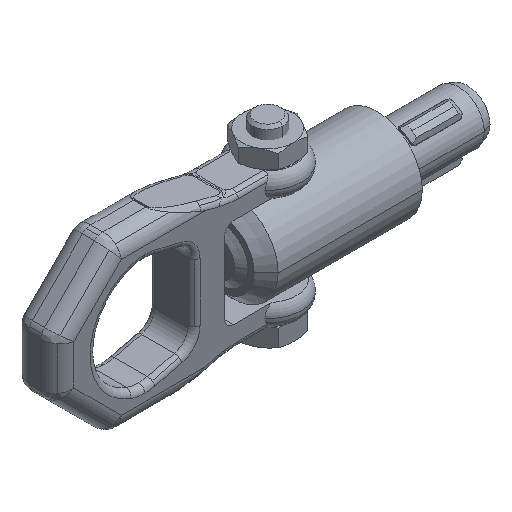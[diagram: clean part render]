
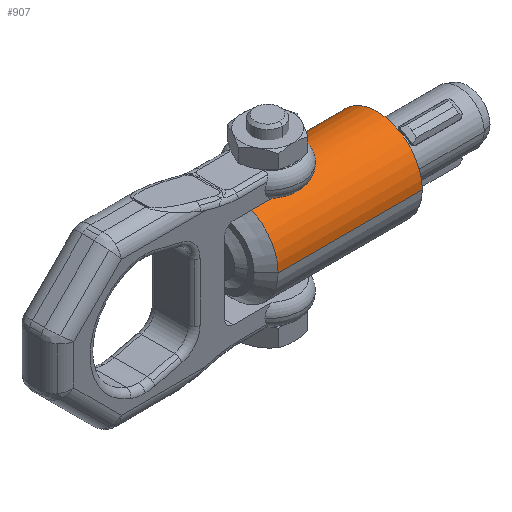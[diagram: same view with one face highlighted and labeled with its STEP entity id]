
A CAD part, isometric view. The second image highlights one B-rep face of the part: STEP entity #907.
In plain terms, the highlighted cylindrical face has radius 15 mm (diameter 30 mm), a partial arc.
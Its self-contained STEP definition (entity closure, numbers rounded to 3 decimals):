
#907=ADVANCED_FACE('',(#1819,#1820),#1821,.T.);
#1819=FACE_OUTER_BOUND('',#7241,.T.);
#1820=FACE_BOUND('',#7242,.T.);
#1821=CYLINDRICAL_SURFACE('',#7243,15.0);
#7241=EDGE_LOOP('',(#9738,#9739,#9740,#9741));
#7242=EDGE_LOOP('',(#9742,#9743,#9744));
#7243=AXIS2_PLACEMENT_3D('',#9745,#9746,#9747);
#9738=ORIENTED_EDGE('',*,*,#10524,.T.);
#9739=ORIENTED_EDGE('',*,*,#10846,.F.);
#9740=ORIENTED_EDGE('',*,*,#10526,.T.);
#9741=ORIENTED_EDGE('',*,*,#10844,.T.);
#9742=ORIENTED_EDGE('',*,*,#10535,.T.);
#9743=ORIENTED_EDGE('',*,*,#10840,.T.);
#9744=ORIENTED_EDGE('',*,*,#10536,.T.);
#9745=CARTESIAN_POINT('',(28.,0.,0.));
#9746=DIRECTION('',(-1.0,0.,0.));
#9747=DIRECTION('',(0.,-1.0,0.));
#10524=EDGE_CURVE('',#11882,#11883,#11884,.T.);
#10526=EDGE_CURVE('',#11887,#11885,#11888,.T.);
#10535=EDGE_CURVE('',#11901,#11899,#11902,.T.);
#10536=EDGE_CURVE('',#11897,#11901,#11903,.T.);
#10840=EDGE_CURVE('',#11899,#11897,#12342,.T.);
#10844=EDGE_CURVE('',#11885,#11882,#12346,.T.);
#10846=EDGE_CURVE('',#11887,#11883,#12348,.T.);
#11882=VERTEX_POINT('',#17260);
#11883=VERTEX_POINT('',#17261);
#11884=LINE('',#17262,#17263);
#11885=VERTEX_POINT('',#17264);
#11887=VERTEX_POINT('',#17266);
#11888=LINE('',#17267,#17268);
#11897=VERTEX_POINT('',#17279);
#11899=VERTEX_POINT('',#17282);
#11901=VERTEX_POINT('',#17285);
#11902=B_SPLINE_CURVE_WITH_KNOTS('',3,(#17286,#17287,#17288,#17289,#17290,#17291,#17292,#17293,#17294,#17295),.UNSPECIFIED.,.F.,.F.,(4,2,2,2,4),(0.0,0.19,0.38,0.57,0.76),.UNSPECIFIED.);
#11903=B_SPLINE_CURVE_WITH_KNOTS('',3,(#17296,#17297,#17298,#17299,#17300,#17301,#17302,#17303,#17304,#17305,#17306,#17307,#17308,#17309,#17310,#17311,#17312,#17313,#17314,#17315,#17316,#17317,#17318,#17319,#17320,#17321),.UNSPECIFIED.,.F.,.F.,(4,2,2,2,2,2,2,2,2,2,2,2,4),(0.76,0.95,1.139,1.329,1.519,1.709,1.899,2.089,2.279,2.469,2.659,2.849,3.039),.UNSPECIFIED.);
#12342=B_SPLINE_CURVE_WITH_KNOTS('',3,(#18132,#18133,#18134,#18135,#18136,#18137,#18138,#18139,#18140,#18141,#18142,#18143,#18144,#18145,#18146,#18147,#18148,#18149,#18150,#18151,#18152,#18153,#18154,#18155,#18156,#18157),.UNSPECIFIED.,.F.,.F.,(4,2,2,2,2,2,2,2,2,2,2,2,4),(0.76,0.95,1.139,1.329,1.519,1.709,1.899,2.089,2.279,2.469,2.659,2.849,3.039),.UNSPECIFIED.);
#12346=CIRCLE('',#18161,15.0);
#12348=CIRCLE('',#18163,15.0);
#17260=CARTESIAN_POINT('',(4.,-15.0,0.));
#17261=CARTESIAN_POINT('',(52.,-15.0,0.));
#17262=CARTESIAN_POINT('',(28.,-15.0,0.));
#17263=VECTOR('',#19055,1.0);
#17264=CARTESIAN_POINT('',(4.,15.0,0.));
#17266=CARTESIAN_POINT('',(52.,15.0,0.));
#17267=CARTESIAN_POINT('',(28.,15.0,0.));
#17268=VECTOR('',#19059,15.0);
#17279=CARTESIAN_POINT('',(10.5,0.,15.0));
#17282=CARTESIAN_POINT('',(20.5,0.,15.0));
#17285=CARTESIAN_POINT('',(15.5,5.0,14.142));
#17286=CARTESIAN_POINT('',(15.5,5.0,14.142));
#17287=CARTESIAN_POINT('',(16.133,5.0,14.142));
#17288=CARTESIAN_POINT('',(16.805,4.872,14.189));
#17289=CARTESIAN_POINT('',(18.035,4.361,14.355));
#17290=CARTESIAN_POINT('',(18.594,3.977,14.47));
#17291=CARTESIAN_POINT('',(19.477,3.094,14.684));
#17292=CARTESIAN_POINT('',(19.861,2.535,14.797));
#17293=CARTESIAN_POINT('',(20.373,1.305,14.956));
#17294=CARTESIAN_POINT('',(20.5,0.633,15.0));
#17295=CARTESIAN_POINT('',(20.5,0.,15.0));
#17296=CARTESIAN_POINT('',(20.5,0.,15.0));
#17297=CARTESIAN_POINT('',(20.5,-0.633,15.0));
#17298=CARTESIAN_POINT('',(20.373,-1.305,14.956));
#17299=CARTESIAN_POINT('',(19.861,-2.535,14.797));
#17300=CARTESIAN_POINT('',(19.477,-3.094,14.684));
#17301=CARTESIAN_POINT('',(18.594,-3.977,14.47));
#17302=CARTESIAN_POINT('',(18.035,-4.361,14.355));
#17303=CARTESIAN_POINT('',(16.805,-4.872,14.189));
#17304=CARTESIAN_POINT('',(16.133,-5.0,14.142));
#17305=CARTESIAN_POINT('',(14.867,-5.0,14.142));
#17306=CARTESIAN_POINT('',(14.195,-4.872,14.189));
#17307=CARTESIAN_POINT('',(12.965,-4.361,14.355));
#17308=CARTESIAN_POINT('',(12.406,-3.977,14.47));
#17309=CARTESIAN_POINT('',(11.523,-3.094,14.684));
#17310=CARTESIAN_POINT('',(11.139,-2.535,14.797));
#17311=CARTESIAN_POINT('',(10.627,-1.305,14.956));
#17312=CARTESIAN_POINT('',(10.5,-0.633,15.0));
#17313=CARTESIAN_POINT('',(10.5,0.633,15.0));
#17314=CARTESIAN_POINT('',(10.627,1.305,14.956));
#17315=CARTESIAN_POINT('',(11.139,2.535,14.797));
#17316=CARTESIAN_POINT('',(11.523,3.094,14.684));
#17317=CARTESIAN_POINT('',(12.406,3.977,14.47));
#17318=CARTESIAN_POINT('',(12.965,4.361,14.355));
#17319=CARTESIAN_POINT('',(14.195,4.872,14.189));
#17320=CARTESIAN_POINT('',(14.867,5.0,14.142));
#17321=CARTESIAN_POINT('',(15.5,5.0,14.142));
#18132=CARTESIAN_POINT('',(20.5,0.,15.0));
#18133=CARTESIAN_POINT('',(20.5,-0.633,15.0));
#18134=CARTESIAN_POINT('',(20.373,-1.305,14.956));
#18135=CARTESIAN_POINT('',(19.861,-2.535,14.797));
#18136=CARTESIAN_POINT('',(19.477,-3.094,14.684));
#18137=CARTESIAN_POINT('',(18.594,-3.977,14.47));
#18138=CARTESIAN_POINT('',(18.035,-4.361,14.355));
#18139=CARTESIAN_POINT('',(16.805,-4.872,14.189));
#18140=CARTESIAN_POINT('',(16.133,-5.0,14.142));
#18141=CARTESIAN_POINT('',(14.867,-5.0,14.142));
#18142=CARTESIAN_POINT('',(14.195,-4.872,14.189));
#18143=CARTESIAN_POINT('',(12.965,-4.361,14.355));
#18144=CARTESIAN_POINT('',(12.406,-3.977,14.47));
#18145=CARTESIAN_POINT('',(11.523,-3.094,14.684));
#18146=CARTESIAN_POINT('',(11.139,-2.535,14.797));
#18147=CARTESIAN_POINT('',(10.627,-1.305,14.956));
#18148=CARTESIAN_POINT('',(10.5,-0.633,15.0));
#18149=CARTESIAN_POINT('',(10.5,0.633,15.0));
#18150=CARTESIAN_POINT('',(10.627,1.305,14.956));
#18151=CARTESIAN_POINT('',(11.139,2.535,14.797));
#18152=CARTESIAN_POINT('',(11.523,3.094,14.684));
#18153=CARTESIAN_POINT('',(12.406,3.977,14.47));
#18154=CARTESIAN_POINT('',(12.965,4.361,14.355));
#18155=CARTESIAN_POINT('',(14.195,4.872,14.189));
#18156=CARTESIAN_POINT('',(14.867,5.0,14.142));
#18157=CARTESIAN_POINT('',(15.5,5.0,14.142));
#18161=AXIS2_PLACEMENT_3D('',#19400,#19401,#19402);
#18163=AXIS2_PLACEMENT_3D('',#19403,#19404,#19405);
#19055=DIRECTION('',(1.0,0.,0.));
#19059=DIRECTION('',(-1.0,0.,0.));
#19400=CARTESIAN_POINT('',(4.,0.,0.));
#19401=DIRECTION('',(1.0,0.,0.));
#19402=DIRECTION('',(0.,0.,-1.0));
#19403=CARTESIAN_POINT('',(52.,0.,0.));
#19404=DIRECTION('',(1.0,0.,0.));
#19405=DIRECTION('',(0.,0.,-1.0));
